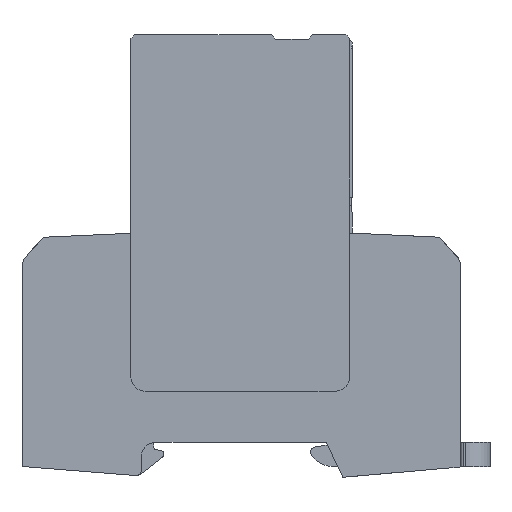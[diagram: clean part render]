
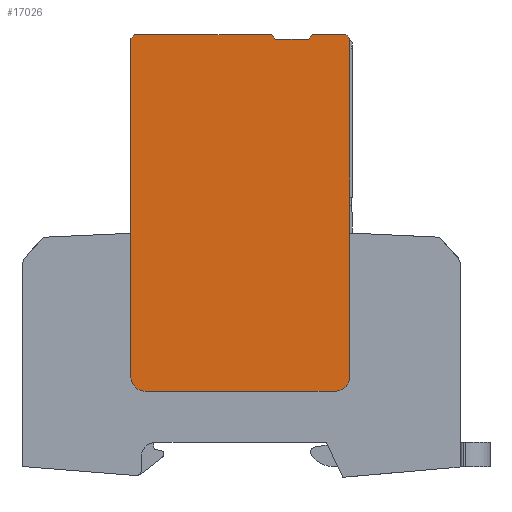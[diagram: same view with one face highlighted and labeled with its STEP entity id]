
A CAD part, left-side view. The second image highlights one B-rep face of the part: STEP entity #17026.
In plain terms, the highlighted planar face has unit normal (-1, 0, 0).
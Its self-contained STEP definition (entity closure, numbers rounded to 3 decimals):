
#16873=AXIS2_PLACEMENT_3D('Plane Axis2P3D',#16870,#16871,#16872) ;
#16870=CARTESIAN_POINT('Axis2P3D Location',(0.,72.86,17.703)) ;
#16876=CARTESIAN_POINT('Control Point',(0.,73.86,53.28)) ;
#16877=CARTESIAN_POINT('Control Point',(0.,73.86,46.765)) ;
#16878=CARTESIAN_POINT('Control Point',(0.,73.86,40.249)) ;
#16879=CARTESIAN_POINT('Control Point',(0.,73.86,33.734)) ;
#16880=CARTESIAN_POINT('Control Point',(0.,73.86,27.218)) ;
#16881=CARTESIAN_POINT('Control Point',(0.,73.86,20.703)) ;
#16882=CARTESIAN_POINT('Vertex',(0.,73.86,53.28)) ;
#16884=CARTESIAN_POINT('Vertex',(0.,73.86,20.703)) ;
#16888=CARTESIAN_POINT('Control Point',(0.,73.86,20.703)) ;
#16889=CARTESIAN_POINT('Control Point',(0.,73.86,19.76)) ;
#16890=CARTESIAN_POINT('Control Point',(0.,73.491,18.817)) ;
#16891=CARTESIAN_POINT('Control Point',(0.,72.746,18.072)) ;
#16892=CARTESIAN_POINT('Control Point',(0.,71.803,17.703)) ;
#16893=CARTESIAN_POINT('Control Point',(0.,70.86,17.703)) ;
#16894=CARTESIAN_POINT('Vertex',(0.,70.86,17.703)) ;
#16898=CARTESIAN_POINT('Control Point',(0.,70.86,17.703)) ;
#16899=CARTESIAN_POINT('Control Point',(0.,63.06,17.703)) ;
#16900=CARTESIAN_POINT('Control Point',(0.,55.26,17.703)) ;
#16901=CARTESIAN_POINT('Control Point',(0.,47.46,17.703)) ;
#16902=CARTESIAN_POINT('Control Point',(0.,39.66,17.703)) ;
#16903=CARTESIAN_POINT('Control Point',(0.,31.86,17.703)) ;
#16904=CARTESIAN_POINT('Vertex',(0.,31.86,17.703)) ;
#16908=CARTESIAN_POINT('Control Point',(0.,31.86,17.703)) ;
#16909=CARTESIAN_POINT('Control Point',(0.,30.918,17.703)) ;
#16910=CARTESIAN_POINT('Control Point',(0.,29.975,18.072)) ;
#16911=CARTESIAN_POINT('Control Point',(0.,29.229,18.817)) ;
#16912=CARTESIAN_POINT('Control Point',(0.,28.86,19.76)) ;
#16913=CARTESIAN_POINT('Control Point',(0.,28.86,20.703)) ;
#16914=CARTESIAN_POINT('Vertex',(0.,28.86,20.703)) ;
#16918=CARTESIAN_POINT('Control Point',(0.,28.86,20.703)) ;
#16919=CARTESIAN_POINT('Control Point',(0.,28.86,27.218)) ;
#16920=CARTESIAN_POINT('Control Point',(0.,28.86,33.734)) ;
#16921=CARTESIAN_POINT('Control Point',(0.,28.86,40.249)) ;
#16922=CARTESIAN_POINT('Control Point',(0.,28.86,46.765)) ;
#16923=CARTESIAN_POINT('Control Point',(0.,28.86,53.28)) ;
#16924=CARTESIAN_POINT('Vertex',(0.,28.86,53.28)) ;
#16928=CARTESIAN_POINT('Control Point',(0.,28.86,53.28)) ;
#16929=CARTESIAN_POINT('Control Point',(0.,28.86,59.144)) ;
#16930=CARTESIAN_POINT('Control Point',(0.,28.86,65.008)) ;
#16931=CARTESIAN_POINT('Control Point',(0.,28.86,70.872)) ;
#16932=CARTESIAN_POINT('Control Point',(0.,28.86,76.736)) ;
#16933=CARTESIAN_POINT('Control Point',(0.,28.86,82.6)) ;
#16934=CARTESIAN_POINT('Vertex',(0.,28.86,82.6)) ;
#16937=CARTESIAN_POINT('Line Origine',(0.,28.86,86.425)) ;
#16941=CARTESIAN_POINT('Vertex',(0.,28.86,90.25)) ;
#16944=CARTESIAN_POINT('Line Origine',(0.,29.235,90.625)) ;
#16948=CARTESIAN_POINT('Vertex',(0.,29.61,91.)) ;
#16951=CARTESIAN_POINT('Line Origine',(0.,33.035,91.)) ;
#16955=CARTESIAN_POINT('Vertex',(0.,36.46,91.)) ;
#16958=CARTESIAN_POINT('Line Origine',(0.,36.91,90.55)) ;
#16962=CARTESIAN_POINT('Vertex',(0.,37.36,90.1)) ;
#16965=CARTESIAN_POINT('Line Origine',(0.,40.71,90.1)) ;
#16969=CARTESIAN_POINT('Vertex',(0.,44.06,90.1)) ;
#16972=CARTESIAN_POINT('Line Origine',(0.,44.51,90.55)) ;
#16976=CARTESIAN_POINT('Vertex',(0.,44.96,91.)) ;
#16979=CARTESIAN_POINT('Line Origine',(0.,59.035,91.)) ;
#16983=CARTESIAN_POINT('Vertex',(0.,73.11,91.)) ;
#16986=CARTESIAN_POINT('Line Origine',(0.,73.485,90.625)) ;
#16990=CARTESIAN_POINT('Vertex',(0.,73.86,90.25)) ;
#16993=CARTESIAN_POINT('Line Origine',(0.,73.86,86.425)) ;
#16997=CARTESIAN_POINT('Vertex',(0.,73.86,82.6)) ;
#17001=CARTESIAN_POINT('Control Point',(0.,73.86,82.6)) ;
#17002=CARTESIAN_POINT('Control Point',(0.,73.86,76.736)) ;
#17003=CARTESIAN_POINT('Control Point',(0.,73.86,70.872)) ;
#17004=CARTESIAN_POINT('Control Point',(0.,73.86,65.008)) ;
#17005=CARTESIAN_POINT('Control Point',(0.,73.86,59.144)) ;
#17006=CARTESIAN_POINT('Control Point',(0.,73.86,53.28)) ;
#16871=DIRECTION('Axis2P3D Direction',(-1.,0.,0.)) ;
#16872=DIRECTION('Axis2P3D XDirection',(0.,1.,0.)) ;
#16938=DIRECTION('Vector Direction',(0.,0.,1.)) ;
#16945=DIRECTION('Vector Direction',(0.,0.707,0.707)) ;
#16952=DIRECTION('Vector Direction',(0.,1.,0.)) ;
#16959=DIRECTION('Vector Direction',(0.,0.707,-0.707)) ;
#16966=DIRECTION('Vector Direction',(0.,1.,0.)) ;
#16973=DIRECTION('Vector Direction',(0.,0.707,0.707)) ;
#16980=DIRECTION('Vector Direction',(0.,1.,0.)) ;
#16987=DIRECTION('Vector Direction',(0.,0.707,-0.707)) ;
#16994=DIRECTION('Vector Direction',(0.,0.,1.)) ;
#16939=VECTOR('Line Direction',#16938,1.) ;
#16946=VECTOR('Line Direction',#16945,1.) ;
#16953=VECTOR('Line Direction',#16952,1.) ;
#16960=VECTOR('Line Direction',#16959,1.) ;
#16967=VECTOR('Line Direction',#16966,1.) ;
#16974=VECTOR('Line Direction',#16973,1.) ;
#16981=VECTOR('Line Direction',#16980,1.) ;
#16988=VECTOR('Line Direction',#16987,1.) ;
#16995=VECTOR('Line Direction',#16994,1.) ;
#17009=ORIENTED_EDGE('',*,*,#16886,.T.) ;
#17010=ORIENTED_EDGE('',*,*,#16896,.T.) ;
#17011=ORIENTED_EDGE('',*,*,#16906,.T.) ;
#17012=ORIENTED_EDGE('',*,*,#16916,.T.) ;
#17013=ORIENTED_EDGE('',*,*,#16926,.T.) ;
#17014=ORIENTED_EDGE('',*,*,#16936,.T.) ;
#17015=ORIENTED_EDGE('',*,*,#16943,.T.) ;
#17016=ORIENTED_EDGE('',*,*,#16950,.T.) ;
#17017=ORIENTED_EDGE('',*,*,#16957,.T.) ;
#17018=ORIENTED_EDGE('',*,*,#16964,.T.) ;
#17019=ORIENTED_EDGE('',*,*,#16971,.T.) ;
#17020=ORIENTED_EDGE('',*,*,#16978,.T.) ;
#17021=ORIENTED_EDGE('',*,*,#16985,.T.) ;
#17022=ORIENTED_EDGE('',*,*,#16992,.T.) ;
#17023=ORIENTED_EDGE('',*,*,#16999,.F.) ;
#17024=ORIENTED_EDGE('',*,*,#17007,.T.) ;
#17026=ADVANCED_FACE('ABLEITER_1',(#17025),#16874,.T.) ;
#16875=B_SPLINE_CURVE_WITH_KNOTS('',5,(#16876,#16877,#16878,#16879,#16880,#16881),.UNSPECIFIED.,.F.,.U.,(6,6),(21.373,53.95),.UNSPECIFIED.) ;
#16887=B_SPLINE_CURVE_WITH_KNOTS('',5,(#16888,#16889,#16890,#16891,#16892,#16893),.UNSPECIFIED.,.F.,.U.,(6,6),(0.,4.965),.UNSPECIFIED.) ;
#16897=B_SPLINE_CURVE_WITH_KNOTS('',5,(#16898,#16899,#16900,#16901,#16902,#16903),.UNSPECIFIED.,.F.,.U.,(6,6),(0.,39.),.UNSPECIFIED.) ;
#16907=B_SPLINE_CURVE_WITH_KNOTS('',5,(#16908,#16909,#16910,#16911,#16912,#16913),.UNSPECIFIED.,.F.,.U.,(6,6),(0.,4.965),.UNSPECIFIED.) ;
#16917=B_SPLINE_CURVE_WITH_KNOTS('',5,(#16918,#16919,#16920,#16921,#16922,#16923),.UNSPECIFIED.,.F.,.U.,(6,6),(0.,32.577),.UNSPECIFIED.) ;
#16927=B_SPLINE_CURVE_WITH_KNOTS('',5,(#16928,#16929,#16930,#16931,#16932,#16933),.UNSPECIFIED.,.F.,.U.,(6,6),(23.981,53.3),.UNSPECIFIED.) ;
#17000=B_SPLINE_CURVE_WITH_KNOTS('',5,(#17001,#17002,#17003,#17004,#17005,#17006),.UNSPECIFIED.,.F.,.U.,(6,6),(0.65,29.969),.UNSPECIFIED.) ;
#16886=EDGE_CURVE('',#16883,#16885,#16875,.T.) ;
#16896=EDGE_CURVE('',#16885,#16895,#16887,.T.) ;
#16906=EDGE_CURVE('',#16895,#16905,#16897,.T.) ;
#16916=EDGE_CURVE('',#16905,#16915,#16907,.T.) ;
#16926=EDGE_CURVE('',#16915,#16925,#16917,.T.) ;
#16936=EDGE_CURVE('',#16925,#16935,#16927,.T.) ;
#16943=EDGE_CURVE('',#16935,#16942,#16940,.T.) ;
#16950=EDGE_CURVE('',#16942,#16949,#16947,.T.) ;
#16957=EDGE_CURVE('',#16949,#16956,#16954,.T.) ;
#16964=EDGE_CURVE('',#16956,#16963,#16961,.T.) ;
#16971=EDGE_CURVE('',#16963,#16970,#16968,.T.) ;
#16978=EDGE_CURVE('',#16970,#16977,#16975,.T.) ;
#16985=EDGE_CURVE('',#16977,#16984,#16982,.T.) ;
#16992=EDGE_CURVE('',#16984,#16991,#16989,.T.) ;
#16999=EDGE_CURVE('',#16998,#16991,#16996,.T.) ;
#17007=EDGE_CURVE('',#16998,#16883,#17000,.T.) ;
#17008=EDGE_LOOP('',(#17009,#17010,#17011,#17012,#17013,#17014,#17015,#17016,#17017,#17018,#17019,#17020,#17021,#17022,#17023,#17024)) ;
#17025=FACE_OUTER_BOUND('',#17008,.T.) ;
#16940=LINE('Line',#16937,#16939) ;
#16947=LINE('Line',#16944,#16946) ;
#16954=LINE('Line',#16951,#16953) ;
#16961=LINE('Line',#16958,#16960) ;
#16968=LINE('Line',#16965,#16967) ;
#16975=LINE('Line',#16972,#16974) ;
#16982=LINE('Line',#16979,#16981) ;
#16989=LINE('Line',#16986,#16988) ;
#16996=LINE('Line',#16993,#16995) ;
#16874=PLANE('',#16873) ;
#16883=VERTEX_POINT('',#16882) ;
#16885=VERTEX_POINT('',#16884) ;
#16895=VERTEX_POINT('',#16894) ;
#16905=VERTEX_POINT('',#16904) ;
#16915=VERTEX_POINT('',#16914) ;
#16925=VERTEX_POINT('',#16924) ;
#16935=VERTEX_POINT('',#16934) ;
#16942=VERTEX_POINT('',#16941) ;
#16949=VERTEX_POINT('',#16948) ;
#16956=VERTEX_POINT('',#16955) ;
#16963=VERTEX_POINT('',#16962) ;
#16970=VERTEX_POINT('',#16969) ;
#16977=VERTEX_POINT('',#16976) ;
#16984=VERTEX_POINT('',#16983) ;
#16991=VERTEX_POINT('',#16990) ;
#16998=VERTEX_POINT('',#16997) ;
